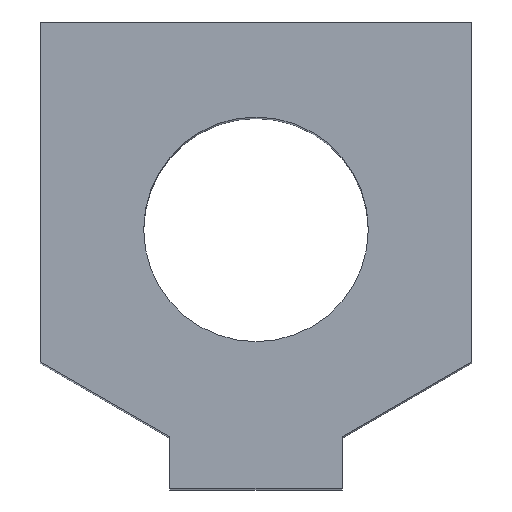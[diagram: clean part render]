
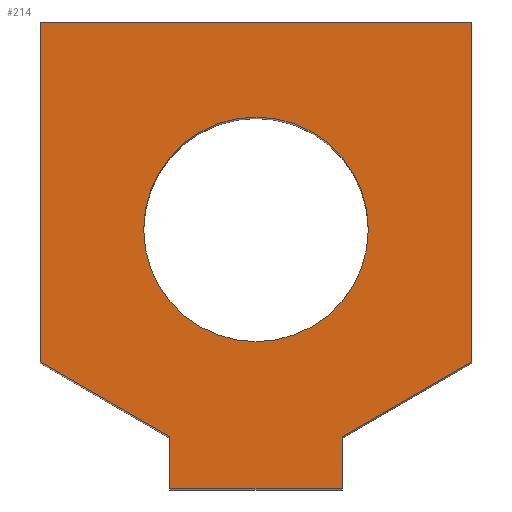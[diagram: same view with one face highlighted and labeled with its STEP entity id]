
A CAD part, top view. The second image highlights one B-rep face of the part: STEP entity #214.
In plain terms, the highlighted planar face has unit normal (0, 0, 1).
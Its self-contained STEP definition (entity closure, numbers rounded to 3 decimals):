
#17=FACE_BOUND('',#51,.T.);
#27=PLANE('',#250);
#38=FACE_OUTER_BOUND('',#50,.T.);
#50=EDGE_LOOP('',(#194,#195,#196,#197,#198,#199,#200,#201));
#51=EDGE_LOOP('',(#202));
#61=LINE('',#331,#86);
#64=LINE('',#336,#89);
#66=LINE('',#340,#91);
#68=LINE('',#344,#93);
#70=LINE('',#348,#95);
#72=LINE('',#352,#97);
#74=LINE('',#356,#99);
#76=LINE('',#359,#101);
#86=VECTOR('',#272,10.);
#89=VECTOR('',#277,10.);
#91=VECTOR('',#281,10.);
#93=VECTOR('',#285,10.);
#95=VECTOR('',#289,10.);
#97=VECTOR('',#293,10.);
#99=VECTOR('',#297,10.);
#101=VECTOR('',#301,10.);
#103=CIRCLE('',#240,6.5);
#105=VERTEX_POINT('',#308);
#114=VERTEX_POINT('',#329);
#115=VERTEX_POINT('',#330);
#116=VERTEX_POINT('',#335);
#117=VERTEX_POINT('',#339);
#118=VERTEX_POINT('',#343);
#119=VERTEX_POINT('',#347);
#120=VERTEX_POINT('',#351);
#121=VERTEX_POINT('',#355);
#124=EDGE_CURVE('',#105,#105,#103,.T.);
#133=EDGE_CURVE('',#114,#115,#61,.T.);
#136=EDGE_CURVE('',#115,#116,#64,.T.);
#138=EDGE_CURVE('',#116,#117,#66,.T.);
#140=EDGE_CURVE('',#117,#118,#68,.T.);
#142=EDGE_CURVE('',#118,#119,#70,.T.);
#144=EDGE_CURVE('',#119,#120,#72,.T.);
#146=EDGE_CURVE('',#120,#121,#74,.T.);
#148=EDGE_CURVE('',#121,#114,#76,.T.);
#194=ORIENTED_EDGE('',*,*,#133,.F.);
#195=ORIENTED_EDGE('',*,*,#148,.F.);
#196=ORIENTED_EDGE('',*,*,#146,.F.);
#197=ORIENTED_EDGE('',*,*,#144,.F.);
#198=ORIENTED_EDGE('',*,*,#142,.F.);
#199=ORIENTED_EDGE('',*,*,#140,.F.);
#200=ORIENTED_EDGE('',*,*,#138,.F.);
#201=ORIENTED_EDGE('',*,*,#136,.F.);
#202=ORIENTED_EDGE('',*,*,#124,.T.);
#214=ADVANCED_FACE('',(#38,#17),#27,.T.);
#240=AXIS2_PLACEMENT_3D('',#310,#258,#259);
#250=AXIS2_PLACEMENT_3D('',#360,#302,#303);
#258=DIRECTION('center_axis',(0.,0.,-1.));
#259=DIRECTION('ref_axis',(-1.,0.,0.));
#272=DIRECTION('',(0.,1.,0.));
#277=DIRECTION('',(-0.866,0.5,0.));
#281=DIRECTION('',(0.,1.,0.));
#285=DIRECTION('',(1.,0.,0.));
#289=DIRECTION('',(0.,-1.,0.));
#293=DIRECTION('',(-0.866,-0.5,0.));
#297=DIRECTION('',(0.,-1.,0.));
#301=DIRECTION('',(-1.,0.,0.));
#302=DIRECTION('center_axis',(0.,0.,1.));
#303=DIRECTION('ref_axis',(1.,0.,0.));
#308=CARTESIAN_POINT('',(6.5,15.,25.));
#310=CARTESIAN_POINT('Origin',(0.,15.,25.));
#329=CARTESIAN_POINT('',(-5.,0.,25.));
#330=CARTESIAN_POINT('',(-5.,3.,25.));
#331=CARTESIAN_POINT('',(-5.,0.,25.));
#335=CARTESIAN_POINT('',(-12.5,7.33,25.));
#336=CARTESIAN_POINT('',(-5.,3.,25.));
#339=CARTESIAN_POINT('',(-12.5,27.,25.));
#340=CARTESIAN_POINT('',(-12.5,7.33,25.));
#343=CARTESIAN_POINT('',(12.5,27.,25.));
#344=CARTESIAN_POINT('',(-12.5,27.,25.));
#347=CARTESIAN_POINT('',(12.5,7.33,25.));
#348=CARTESIAN_POINT('',(12.5,27.,25.));
#351=CARTESIAN_POINT('',(5.,3.,25.));
#352=CARTESIAN_POINT('',(12.5,7.33,25.));
#355=CARTESIAN_POINT('',(5.,0.,25.));
#356=CARTESIAN_POINT('',(5.,3.,25.));
#359=CARTESIAN_POINT('',(5.,0.,25.));
#360=CARTESIAN_POINT('Origin',(0.,14.834,25.));
